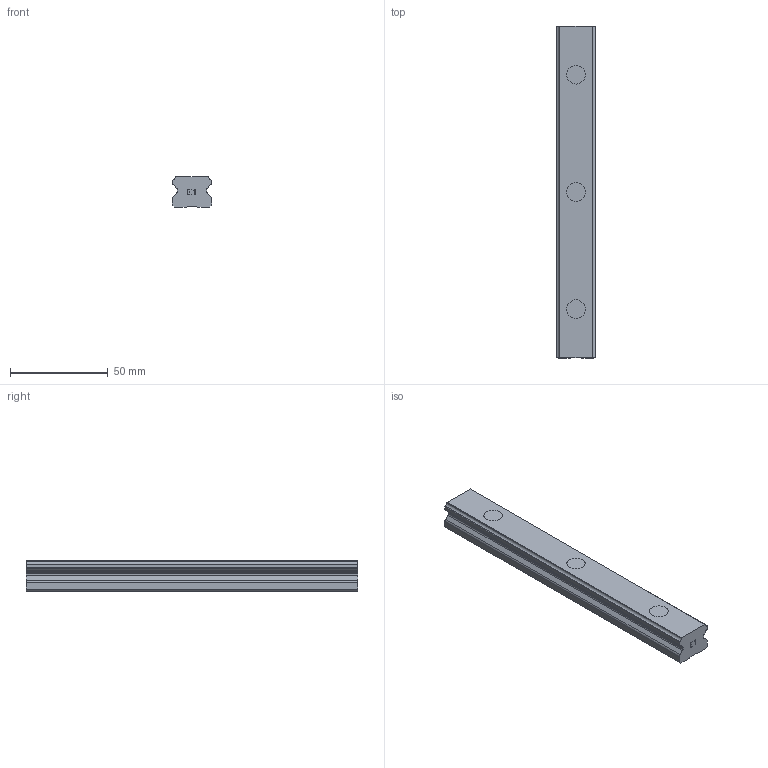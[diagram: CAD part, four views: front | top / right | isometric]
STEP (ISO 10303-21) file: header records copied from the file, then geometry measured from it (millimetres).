
FILE_DESCRIPTION(('STEP AP214'),'1');
FILE_NAME('cctmp_472D35C6-D015-4792-8FCC-516C90187FE1_2021_02_04_10_08_59_0870..stp','2021-02-04T09:08:59',('HIWIN GmbH'),('CADClick - www.CADClick.com'),'Spatial InterOp 3D',' ','unknown authorization');
FILE_SCHEMA(('AUTOMOTIVE_DESIGN'));
Length unit declared in the file: millimetre
Products named in the file (1): EGR20R170C_FILE
Bounding box: 20 x 170 x 15.5 mm (x, y, z)
Volume: 45499.4 mm3; surface area: 14194.8 mm2
Topology: 1 solids, 1 shells, 139 faces, 369 edges, 242 vertices
Faces by surface type: plane 103, cylinder 36
Entity records: 5427 total; most frequent: CARTESIAN_POINT 751, ORIENTED_EDGE 738, DIRECTION 733, EDGE_CURVE 369, LINE 285, VECTOR 285, VERTEX_POINT 242, AXIS2_PLACEMENT_3D 224
